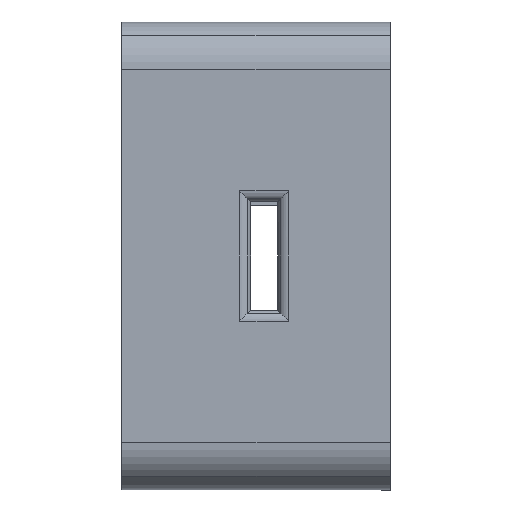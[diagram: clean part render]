
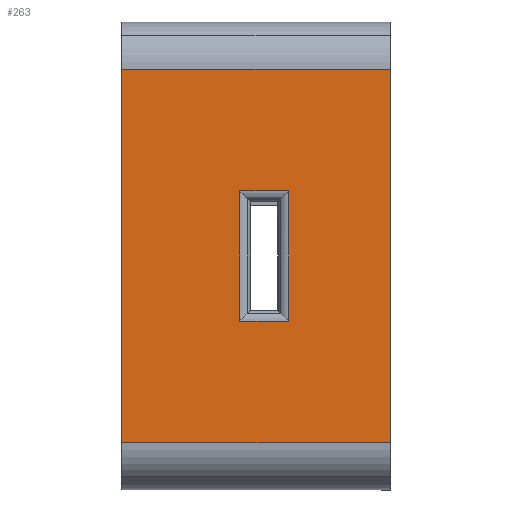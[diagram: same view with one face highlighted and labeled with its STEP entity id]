
A CAD part, left-side view. The second image highlights one B-rep face of the part: STEP entity #263.
In plain terms, the highlighted planar face has unit normal (-1, 0, 0).
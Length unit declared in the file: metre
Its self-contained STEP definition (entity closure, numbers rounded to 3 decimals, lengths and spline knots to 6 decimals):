
#263=ADVANCED_FACE('9:1700',(#839,#840),#841,.T.);
#839=FACE_OUTER_BOUND('',#1771,.T.);
#840=FACE_BOUND('',#1772,.T.);
#841=PLANE('',#1773);
#1771=EDGE_LOOP('',(#4280,#4281,#4282,#4283));
#1772=EDGE_LOOP('',(#4284,#4285,#4286,#4287));
#1773=AXIS2_PLACEMENT_3D('',#4288,#4289,#4290);
#4280=ORIENTED_EDGE('',*,*,#5994,.F.);
#4281=ORIENTED_EDGE('',*,*,#6383,.T.);
#4282=ORIENTED_EDGE('',*,*,#6384,.F.);
#4283=ORIENTED_EDGE('',*,*,#6272,.T.);
#4284=ORIENTED_EDGE('',*,*,#6385,.T.);
#4285=ORIENTED_EDGE('',*,*,#5804,.F.);
#4286=ORIENTED_EDGE('',*,*,#5808,.F.);
#4287=ORIENTED_EDGE('',*,*,#5811,.F.);
#4288=CARTESIAN_POINT('',(-0.01923,0.039064,0.021274));
#4289=DIRECTION('',(-1.0,0.,0.));
#4290=DIRECTION('',(0.,0.,-1.0));
#5804=EDGE_CURVE('3:15350',#6806,#6808,#6809,.T.);
#5808=EDGE_CURVE('3:15164',#6813,#6806,#6815,.T.);
#5811=EDGE_CURVE('3:15409',#6817,#6813,#6819,.T.);
#5994=EDGE_CURVE('1:585',#7169,#7171,#7172,.T.);
#6272=EDGE_CURVE('1:226',#7628,#7171,#7629,.F.);
#6383=EDGE_CURVE('1:229',#7169,#7815,#7816,.T.);
#6384=EDGE_CURVE('1:549',#7628,#7815,#7817,.T.);
#6385=EDGE_CURVE('3:13601',#6817,#6808,#7818,.T.);
#6806=VERTEX_POINT('',#8421);
#6808=VERTEX_POINT('',#8423);
#6809=LINE('',#8424,#8425);
#6813=VERTEX_POINT('',#8430);
#6815=LINE('',#8432,#8433);
#6817=VERTEX_POINT('',#8436);
#6819=LINE('',#8438,#8439);
#7169=VERTEX_POINT('',#8879);
#7171=VERTEX_POINT('',#8881);
#7172=LINE('',#8882,#8883);
#7628=VERTEX_POINT('',#9626);
#7629=LINE('',#9627,#9628);
#7815=VERTEX_POINT('',#9968);
#7816=LINE('',#9969,#9970);
#7817=LINE('',#9971,#9972);
#7818=LINE('',#9973,#9974);
#8421=CARTESIAN_POINT('',(-0.01923,0.021664,0.011674));
#8423=CARTESIAN_POINT('',(-0.01923,0.014464,0.011674));
#8424=CARTESIAN_POINT('',(-0.01923,0.029564,0.011674));
#8425=VECTOR('',#10891,1.0);
#8430=CARTESIAN_POINT('',(-0.01923,0.021664,0.030874));
#8432=CARTESIAN_POINT('',(-0.01923,0.021664,0.021274));
#8433=VECTOR('',#10899,1.0);
#8436=CARTESIAN_POINT('',(-0.01923,0.014464,0.030874));
#8438=CARTESIAN_POINT('',(-0.01923,0.029564,0.030874));
#8439=VECTOR('',#10904,1.0);
#8879=CARTESIAN_POINT('',(-0.01923,0.039064,0.048774));
#8881=CARTESIAN_POINT('',(-0.01923,-0.000536,0.048774));
#8882=CARTESIAN_POINT('',(-0.01923,0.039064,0.048774));
#8883=VECTOR('',#11304,1.0);
#9626=CARTESIAN_POINT('',(-0.01923,-0.000536,-0.006226));
#9627=CARTESIAN_POINT('',(-0.01923,-0.000536,0.021274));
#9628=VECTOR('',#11610,1.0);
#9968=CARTESIAN_POINT('',(-0.01923,0.039064,-0.006226));
#9969=CARTESIAN_POINT('',(-0.01923,0.039064,0.021274));
#9970=VECTOR('',#11760,1.0);
#9971=CARTESIAN_POINT('',(-0.01923,0.039064,-0.006226));
#9972=VECTOR('',#11761,1.0);
#9973=CARTESIAN_POINT('',(-0.01923,0.014464,0.021274));
#9974=VECTOR('',#11762,1.0);
#10891=DIRECTION('',(0.,-1.0,0.));
#10899=DIRECTION('',(0.,0.,-1.0));
#10904=DIRECTION('',(0.,1.0,0.));
#11304=DIRECTION('',(0.,-1.0,0.));
#11610=DIRECTION('',(0.,0.,-1.0));
#11760=DIRECTION('',(0.,0.,-1.0));
#11761=DIRECTION('',(0.0,1.0,0.));
#11762=DIRECTION('',(0.,0.,-1.0));
